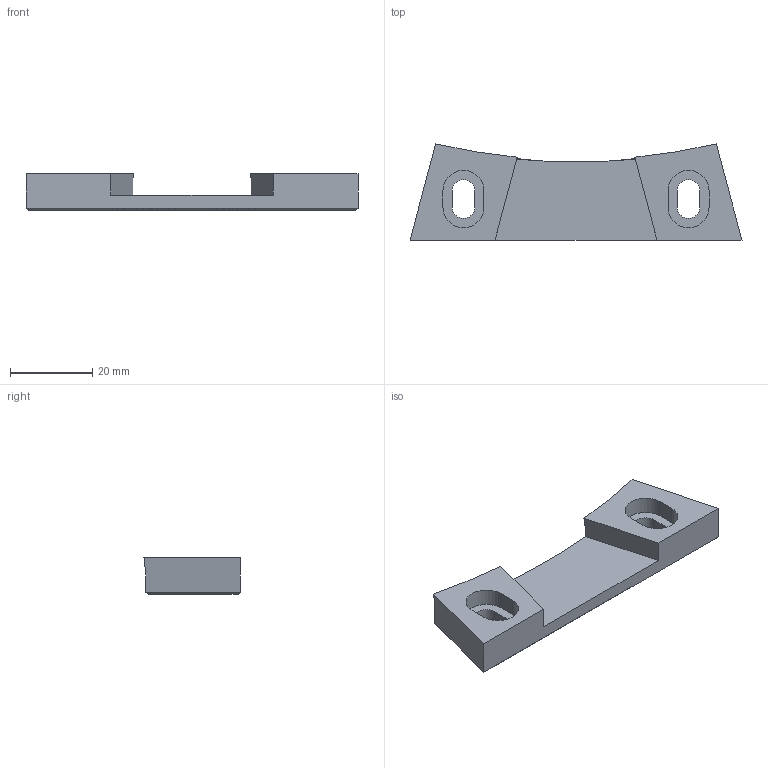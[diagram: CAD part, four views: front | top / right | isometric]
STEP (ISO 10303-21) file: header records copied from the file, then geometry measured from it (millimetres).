
FILE_DESCRIPTION(/* description */ ('Alibre Inc.'),/* implementation_level */ '2;1');
FILE_NAME(/* name */ 'export0',/* time_stamp */ '2016-12-27T14:35:11-05:00',/* author */ (''),/* organization */ (''),/* preprocessor_version */ 'ST-DEVELOPER v14',/* originating_system */ 'Alibre',/* authorisation */ '');
FILE_SCHEMA (('AUTOMOTIVE_DESIGN'));
Length unit declared in the file: centimetre
Bounding box: 80.92 x 23.45 x 9 mm (x, y, z)
Volume: 8915.4 mm3; surface area: 5049.3 mm2
Topology: 1 solids, 1 shells, 42 faces, 102 edges, 64 vertices
Faces by surface type: plane 26, cylinder 9, cone 5, bspline 2
Entity records: 1612 total; most frequent: CARTESIAN_POINT 641, ORIENTED_EDGE 204, DIRECTION 169, EDGE_CURVE 102, VECTOR 68, LINE 68, VERTEX_POINT 64, AXIS2_PLACEMENT_3D 63
